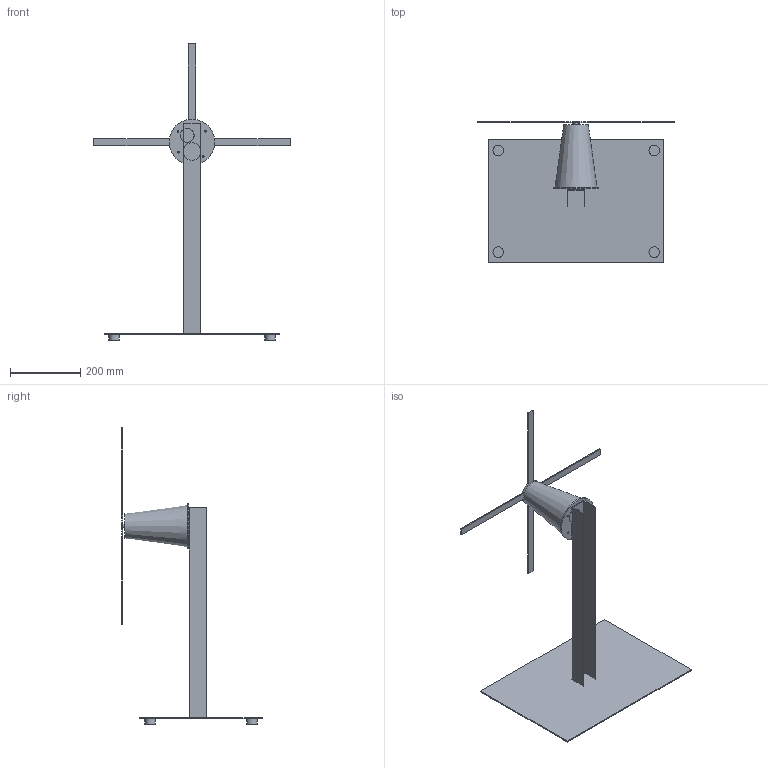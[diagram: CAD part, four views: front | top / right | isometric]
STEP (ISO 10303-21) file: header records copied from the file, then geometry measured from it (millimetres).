
FILE_DESCRIPTION(/* description */ (''),/* implementation_level */ '2;1');
FILE_NAME(/* name */ 'Lactalis Bras de deport.step',/* time_stamp */ '2020-07-24T18:16:50+02:00',/* author */ (''),/* organization */ (''),/* preprocessor_version */ 'ST-DEVELOPER v18',/* originating_system */ 'Autodesk Translation Framework v8.12.0.6',/* authorisation */ '');
FILE_SCHEMA (('AUTOMOTIVE_DESIGN { 1 0 10303 214 3 1 1 }'));
Length unit declared in the file: millimetre
Products named in the file (6): Lactalis Assemblage Vfinal_Idée 2 aimant; Structure 1; KINOMO v1 v2; Component1; cale v1 v1; aimant
Assembly tree (5 placements, depth 3):
  Lactalis Assemblage Vfinal_Idée 2 aimant
    Structure 1
    KINOMO v1 v2
      Component1
    cale v1 v1
    aimant
Bounding box: 560 x 400 x 845 mm (x, y, z)
Volume: 2137903.6 mm3; surface area: 679164.8 mm2
Topology: 8 solids, 8 shells, 69 faces, 159 edges, 104 vertices
Faces by surface type: plane 48, cylinder 20, cone 1
Full cylindrical faces by diameter (mm): 5 x4, 10 x1, 30 x4, 40 x1, 50 x1, 130 x1
Entity records: 2198 total; most frequent: DIRECTION 375, CARTESIAN_POINT 346, ORIENTED_EDGE 322, EDGE_CURVE 161, AXIS2_PLACEMENT_3D 133, LINE 109, VECTOR 109, VERTEX_POINT 104
